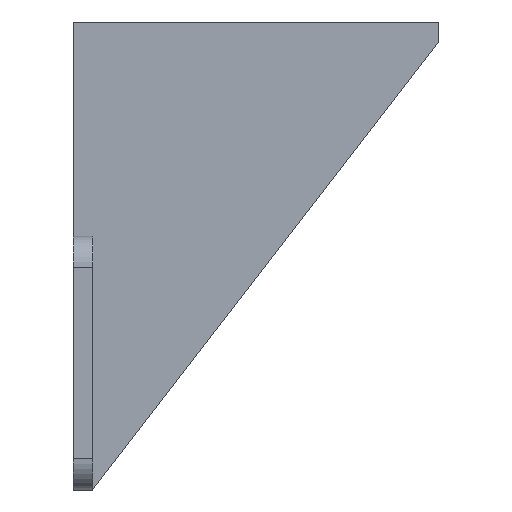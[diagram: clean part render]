
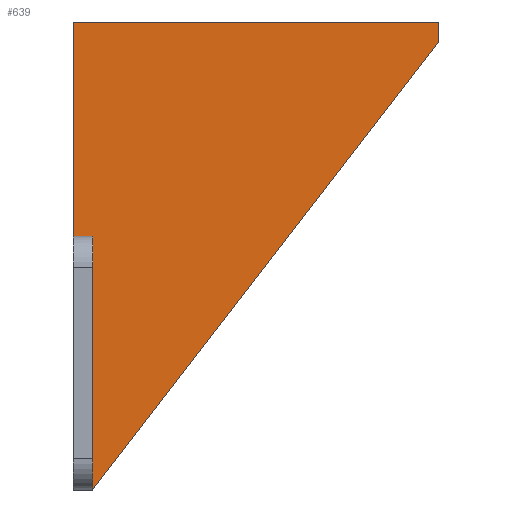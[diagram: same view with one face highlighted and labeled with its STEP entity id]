
A CAD part, front view. The second image highlights one B-rep face of the part: STEP entity #639.
In plain terms, the highlighted planar face has unit normal (0, -1, 0).
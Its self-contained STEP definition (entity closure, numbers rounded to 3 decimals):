
#43=PLANE('',#691);
#64=FACE_OUTER_BOUND('',#103,.T.);
#103=EDGE_LOOP('',(#499,#500,#501,#502,#503,#504));
#143=LINE('',#945,#205);
#162=LINE('',#1011,#224);
#165=LINE('',#1017,#227);
#167=LINE('',#1021,#229);
#168=LINE('',#1023,#230);
#169=LINE('',#1024,#231);
#205=VECTOR('',#751,10.);
#224=VECTOR('',#806,10.);
#227=VECTOR('',#811,10.);
#229=VECTOR('',#815,10.);
#230=VECTOR('',#816,10.);
#231=VECTOR('',#817,10.);
#295=VERTEX_POINT('',#942);
#296=VERTEX_POINT('',#944);
#325=VERTEX_POINT('',#1010);
#327=VERTEX_POINT('',#1016);
#328=VERTEX_POINT('',#1020);
#329=VERTEX_POINT('',#1022);
#356=EDGE_CURVE('',#295,#296,#143,.T.);
#389=EDGE_CURVE('',#296,#325,#162,.T.);
#392=EDGE_CURVE('',#327,#325,#165,.T.);
#394=EDGE_CURVE('',#328,#295,#167,.T.);
#395=EDGE_CURVE('',#329,#328,#168,.T.);
#396=EDGE_CURVE('',#327,#329,#169,.T.);
#499=ORIENTED_EDGE('',*,*,#392,.T.);
#500=ORIENTED_EDGE('',*,*,#389,.F.);
#501=ORIENTED_EDGE('',*,*,#356,.F.);
#502=ORIENTED_EDGE('',*,*,#394,.F.);
#503=ORIENTED_EDGE('',*,*,#395,.F.);
#504=ORIENTED_EDGE('',*,*,#396,.F.);
#639=ADVANCED_FACE('',(#64),#43,.F.);
#691=AXIS2_PLACEMENT_3D('',#1019,#813,#814);
#751=DIRECTION('',(1.,0.,0.));
#806=DIRECTION('',(0.,0.,-1.));
#811=DIRECTION('',(0.611,0.,0.791));
#813=DIRECTION('center_axis',(0.,1.,0.));
#814=DIRECTION('ref_axis',(-1.,0.,0.));
#815=DIRECTION('',(0.,0.,1.));
#816=DIRECTION('',(-1.,0.,0.));
#817=DIRECTION('',(0.,0.,1.));
#942=CARTESIAN_POINT('',(106.5,39.85,97.865));
#944=CARTESIAN_POINT('',(153.2,39.85,97.865));
#945=CARTESIAN_POINT('',(103.2,39.85,97.865));
#1010=CARTESIAN_POINT('',(153.2,39.85,95.365));
#1011=CARTESIAN_POINT('',(153.2,39.85,97.865));
#1016=CARTESIAN_POINT('',(109.,39.85,38.139));
#1017=CARTESIAN_POINT('',(141.956,39.85,80.808));
#1019=CARTESIAN_POINT('Origin',(143.85,39.85,56.102));
#1020=CARTESIAN_POINT('',(106.5,39.85,70.539));
#1021=CARTESIAN_POINT('',(106.5,39.85,70.539));
#1022=CARTESIAN_POINT('',(109.,39.85,70.539));
#1023=CARTESIAN_POINT('',(125.175,39.85,70.539));
#1024=CARTESIAN_POINT('',(109.,39.85,63.321));
